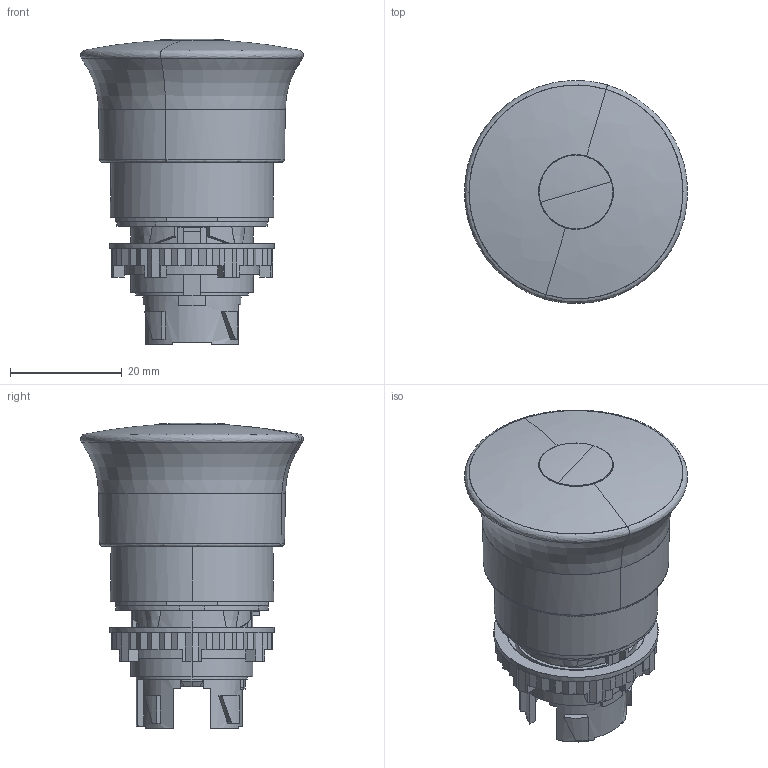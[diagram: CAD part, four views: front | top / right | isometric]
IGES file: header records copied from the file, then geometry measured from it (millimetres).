
Start section: START RECORD GO HERE.
Global section: file name: L22DD01.igs; native system: IBM CATIA IGES - CATIA Version 5 Release 17 ; preprocessor: CATIA Version 5 Release 17 ; author: fantini; organization: EU; date: 20090212.143030; units: millimetre
Bounding box: 39.96 x 39.99 x 54.87 mm (x, y, z)
Surface area: 26308.3 mm2 (no closed solid volume)
Topology: 0 solids, 0 shells, 904 faces, 5136 edges, 5124 vertices
Faces by surface type: bspline 904
